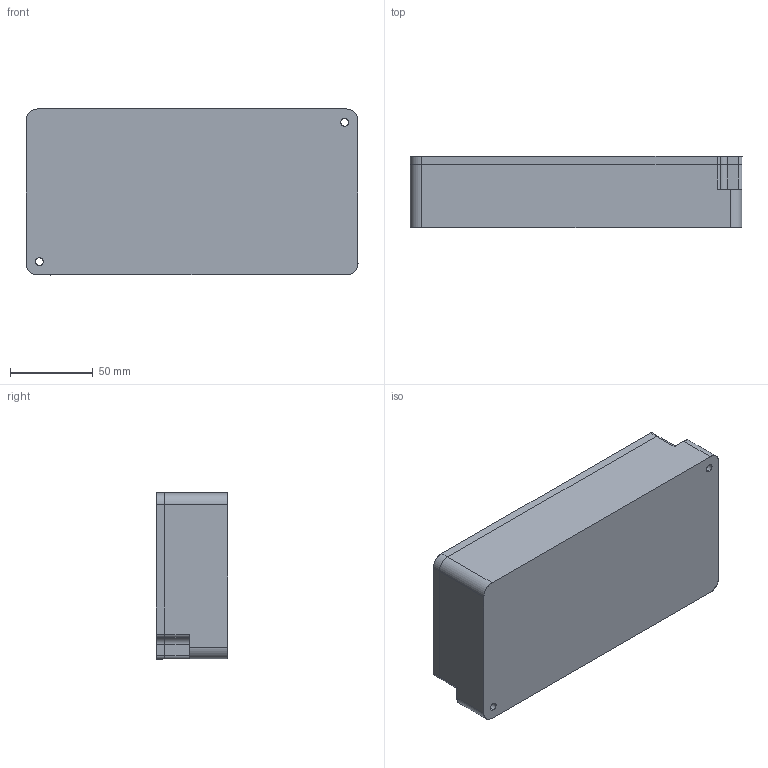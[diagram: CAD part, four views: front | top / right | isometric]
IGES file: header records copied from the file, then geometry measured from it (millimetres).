
Start section: SolidWorks IGES file using analytic representation for surfaces
Global section: file name: SG-TB-15P15.IGS; native system: SolidWorks 2006 by SolidWorks Corporation; preprocessor: SolidWorks 2006 by SolidWorks Corporation; author: Administrator; date: 150331.073928; units: inch
Bounding box: 200 x 43 x 100 mm (x, y, z)
Surface area: 137324.4 mm2 (no closed solid volume)
Topology: 0 solids, 0 shells, 300 faces, 4020 edges, 4020 vertices
Faces by surface type: bspline 190, revolution 110
